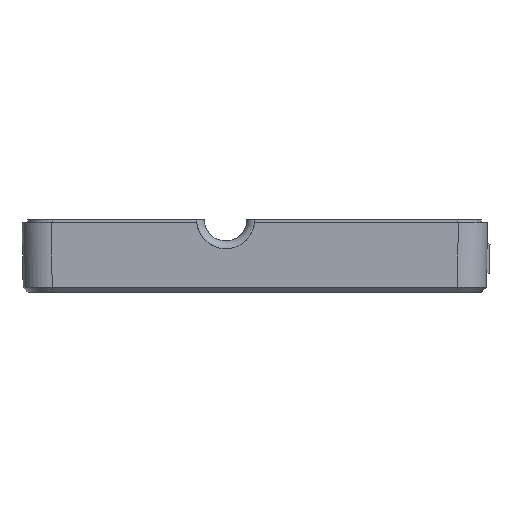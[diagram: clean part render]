
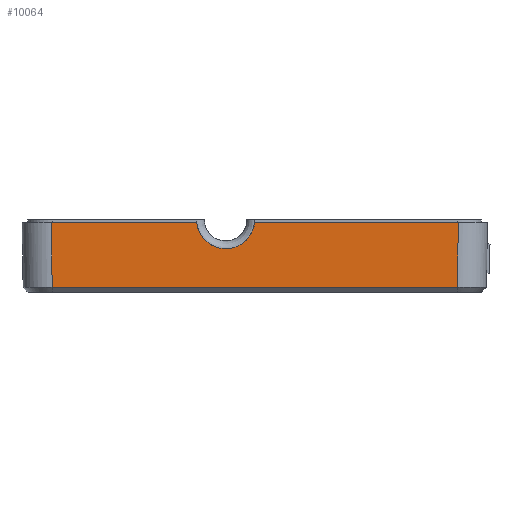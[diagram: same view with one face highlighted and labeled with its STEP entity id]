
A CAD part, front view. The second image highlights one B-rep face of the part: STEP entity #10064.
In plain terms, the highlighted planar face has unit normal (0, -1, -0.018).
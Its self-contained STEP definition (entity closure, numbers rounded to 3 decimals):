
#23 = LINE ( 'NONE', #6499, #5010 ) ;
#256 = CARTESIAN_POINT ( 'NONE',  ( -2.985, -24.995, -0.3 ) ) ;
#551 = CARTESIAN_POINT ( 'NONE',  ( -21., -25., 0. ) ) ;
#633 =( BOUNDED_CURVE ( )  B_SPLINE_CURVE ( 3, ( #2403, #9343, #3390, #10351 ),
 .UNSPECIFIED., .F., .F. ) 
 B_SPLINE_CURVE_WITH_KNOTS ( ( 4, 4 ),
 ( 3.142, 4.612 ),
 .UNSPECIFIED. ) 
 CURVE ( )  GEOMETRIC_REPRESENTATION_ITEM ( )  RATIONAL_B_SPLINE_CURVE ( ( 1., 0.828, 0.828, 1. ) ) 
 REPRESENTATION_ITEM ( '' )  );
#788 = VERTEX_POINT ( 'NONE', #1172 ) ;
#991 = CARTESIAN_POINT ( 'NONE',  ( 23.878, -24.878, -6.991 ) ) ;
#1172 = CARTESIAN_POINT ( 'NONE',  ( -17.878, -24.878, -6.991 ) ) ;
#1257 = CARTESIAN_POINT ( 'NONE',  ( -17.87, -24.878, -6.991 ) ) ;
#1320 = CARTESIAN_POINT ( 'NONE',  ( -2.823, -24.967, -1.913 ) ) ;
#1485 = PLANE ( 'NONE',  #6333 ) ;
#1522 = DIRECTION ( 'NONE',  ( 0., -1., -0.017 ) ) ;
#2403 = CARTESIAN_POINT ( 'NONE',  ( 0., -24.948, -3. ) ) ;
#3035 = VERTEX_POINT ( 'NONE', #4184 ) ;
#3176 = VERTEX_POINT ( 'NONE', #9320 ) ;
#3202 = CARTESIAN_POINT ( 'NONE',  ( 23.987, -24.986, -0.785 ) ) ;
#3390 = CARTESIAN_POINT ( 'NONE',  ( 2.823, -24.967, -1.913 ) ) ;
#4100 = VERTEX_POINT ( 'NONE', #7147 ) ;
#4106 = CARTESIAN_POINT ( 'NONE',  ( -21., -24.995, -0.3 ) ) ;
#4183 = EDGE_LOOP ( 'NONE', ( #10273, #11191, #9395, #5208, #10153, #12650, #10127 ) ) ;
#4184 = CARTESIAN_POINT ( 'NONE',  ( 0., -24.948, -3. ) ) ;
#4330 = EDGE_CURVE ( 'NONE', #12585, #4100, #23, .T. ) ;
#4333 = CARTESIAN_POINT ( 'NONE',  ( 0., -24.948, -3. ) ) ;
#4709 = EDGE_CURVE ( 'NONE', #3176, #7439, #7455, .T. ) ;
#4904 = CARTESIAN_POINT ( 'NONE',  ( 2.985, -24.995, -0.3 ) ) ;
#5010 = VECTOR ( 'NONE', #5506, 1000. ) ;
#5105 = EDGE_CURVE ( 'NONE', #8310, #788, #5936, .T. ) ;
#5208 = ORIENTED_EDGE ( 'NONE', *, *, #5105, .F. ) ;
#5506 = DIRECTION ( 'NONE',  ( -1., 0., 0. ) ) ;
#5599 = VECTOR ( 'NONE', #5832, 1000. ) ;
#5611 = LINE ( 'NONE', #3202, #10558 ) ;
#5832 = DIRECTION ( 'NONE',  ( -0.017, -0.017, 1. ) ) ;
#5936 = LINE ( 'NONE', #1257, #6244 ) ;
#6244 = VECTOR ( 'NONE', #10281, 1000. ) ;
#6333 = AXIS2_PLACEMENT_3D ( 'NONE', #551, #1522, #8482 ) ;
#6499 = CARTESIAN_POINT ( 'NONE',  ( -21., -24.995, -0.3 ) ) ;
#7147 = CARTESIAN_POINT ( 'NONE',  ( -17.995, -24.995, -0.3 ) ) ;
#7322 = FACE_OUTER_BOUND ( 'NONE', #4183, .T. ) ;
#7390 =( BOUNDED_CURVE ( )  B_SPLINE_CURVE ( 3, ( #9258, #1320, #10263, #4333 ),
 .UNSPECIFIED., .F., .F. ) 
 B_SPLINE_CURVE_WITH_KNOTS ( ( 4, 4 ),
 ( 1.671, 3.142 ),
 .UNSPECIFIED. ) 
 CURVE ( )  GEOMETRIC_REPRESENTATION_ITEM ( )  RATIONAL_B_SPLINE_CURVE ( ( 1., 0.828, 0.828, 1. ) ) 
 REPRESENTATION_ITEM ( '' )  );
#7439 = VERTEX_POINT ( 'NONE', #4904 ) ;
#7455 = LINE ( 'NONE', #4106, #12388 ) ;
#8310 = VERTEX_POINT ( 'NONE', #991 ) ;
#8466 = EDGE_CURVE ( 'NONE', #3035, #7439, #633, .T. ) ;
#8482 = DIRECTION ( 'NONE',  ( 0., -0.017, 1. ) ) ;
#9166 = DIRECTION ( 'NONE',  ( -0.017, 0.017, -1. ) ) ;
#9258 = CARTESIAN_POINT ( 'NONE',  ( -2.985, -24.995, -0.3 ) ) ;
#9320 = CARTESIAN_POINT ( 'NONE',  ( 23.995, -24.995, -0.3 ) ) ;
#9343 = CARTESIAN_POINT ( 'NONE',  ( 1.621, -24.948, -3. ) ) ;
#9395 = ORIENTED_EDGE ( 'NONE', *, *, #11120, .F. ) ;
#9709 = CARTESIAN_POINT ( 'NONE',  ( -18.001, -25.001, 0.052 ) ) ;
#9958 = EDGE_CURVE ( 'NONE', #12585, #3035, #7390, .T. ) ;
#10064 = ADVANCED_FACE ( 'NONE', ( #7322 ), #1485, .T. ) ;
#10127 = ORIENTED_EDGE ( 'NONE', *, *, #8466, .F. ) ;
#10153 = ORIENTED_EDGE ( 'NONE', *, *, #10563, .F. ) ;
#10263 = CARTESIAN_POINT ( 'NONE',  ( -1.621, -24.948, -3. ) ) ;
#10273 = ORIENTED_EDGE ( 'NONE', *, *, #9958, .F. ) ;
#10281 = DIRECTION ( 'NONE',  ( -1., 0., 0. ) ) ;
#10351 = CARTESIAN_POINT ( 'NONE',  ( 2.985, -24.995, -0.3 ) ) ;
#10558 = VECTOR ( 'NONE', #9166, 1000. ) ;
#10563 = EDGE_CURVE ( 'NONE', #3176, #8310, #5611, .T. ) ;
#10855 = LINE ( 'NONE', #9709, #5599 ) ;
#11120 = EDGE_CURVE ( 'NONE', #788, #4100, #10855, .T. ) ;
#11191 = ORIENTED_EDGE ( 'NONE', *, *, #4330, .T. ) ;
#12019 = DIRECTION ( 'NONE',  ( -1., 0., 0. ) ) ;
#12388 = VECTOR ( 'NONE', #12019, 1000. ) ;
#12585 = VERTEX_POINT ( 'NONE', #256 ) ;
#12650 = ORIENTED_EDGE ( 'NONE', *, *, #4709, .T. ) ;
